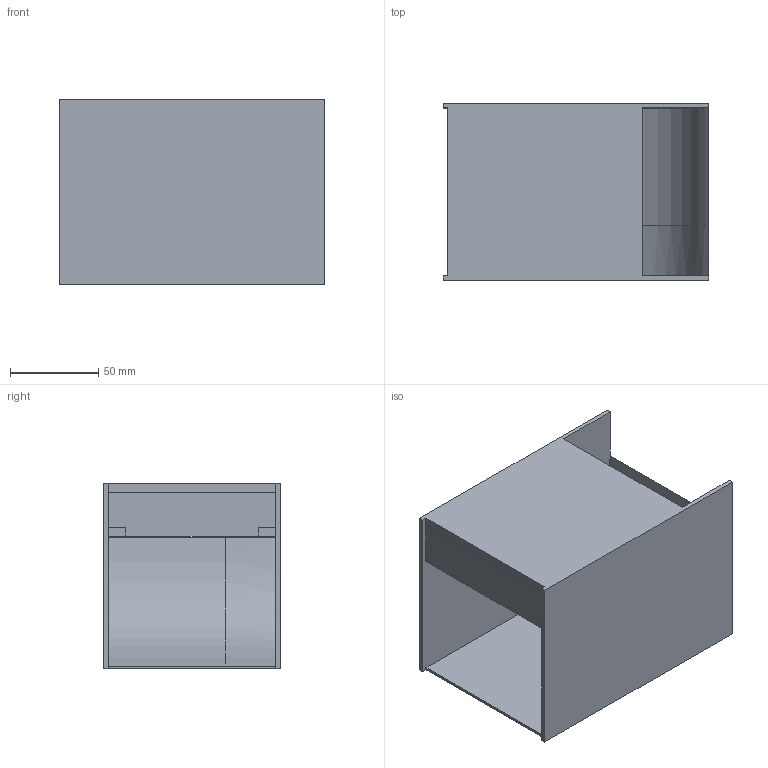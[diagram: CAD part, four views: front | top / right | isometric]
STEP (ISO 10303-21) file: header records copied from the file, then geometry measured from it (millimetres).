
FILE_DESCRIPTION(/* description */ (''),/* implementation_level */ '2;1');
FILE_NAME(/* name */ 'checker_combine v8.step',/* time_stamp */ '2023-01-21T13:44:47+03:00',/* author */ (''),/* organization */ (''),/* preprocessor_version */ 'ST-DEVELOPER v19.2',/* originating_system */ 'Autodesk Translation Framework v11.17.0.187',/* authorisation */ '');
FILE_SCHEMA (('AUTOMOTIVE_DESIGN { 1 0 10303 214 3 1 1 }'));
Length unit declared in the file: millimetre
Products named in the file (10): checker_combine; RapberryPiZero; RasPi_Camera; RasPi_Camera_Board_Standard; OVA5647_FOV; OVA5647_Standard; OVA5647_Housing_Standard; OVA5647_IR-Glas_Standard; OVA5647_Lens_FOV; OVA5647_Pigtail_Standard
Assembly tree (9 placements, depth 4):
  checker_combine
    RapberryPiZero
    RasPi_Camera
      RasPi_Camera_Board_Standard
      OVA5647_FOV
        OVA5647_Standard
        OVA5647_Housing_Standard
        OVA5647_IR-Glas_Standard
        OVA5647_Lens_FOV
        OVA5647_Pigtail_Standard
Bounding box: 150 x 100 x 105 mm (x, y, z)
Volume: 385552.8 mm3; surface area: 167168.1 mm2
Topology: 9 solids, 9 shells, 398 faces, 1042 edges, 684 vertices
Faces by surface type: plane 234, cylinder 83, torus 62, bspline 11, cone 6, sphere 2
Full cylindrical faces by diameter (mm): 0.06 x62, 2.1 x4, 5.5 x2, 5.6 x1, 6 x1, 7.6 x1
Entity records: 13612 total; most frequent: CARTESIAN_POINT 2744, DIRECTION 2291, ORIENTED_EDGE 2084, EDGE_CURVE 1042, AXIS2_PLACEMENT_3D 865, VERTEX_POINT 684, LINE 561, VECTOR 561
